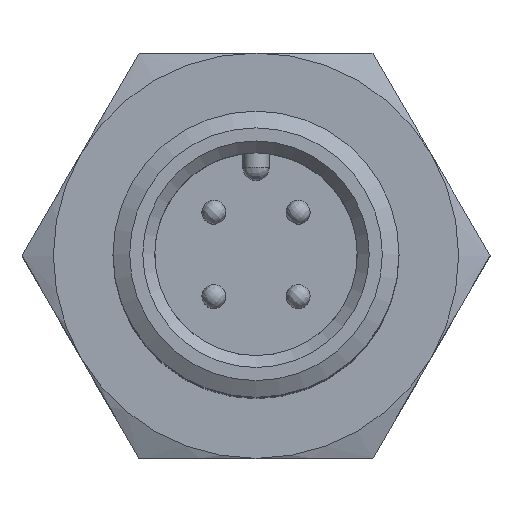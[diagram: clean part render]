
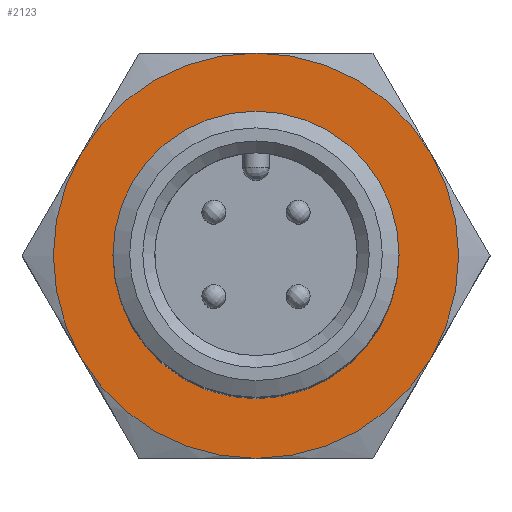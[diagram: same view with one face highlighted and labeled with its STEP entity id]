
A CAD part, top view. The second image highlights one B-rep face of the part: STEP entity #2123.
In plain terms, the highlighted face is planar.
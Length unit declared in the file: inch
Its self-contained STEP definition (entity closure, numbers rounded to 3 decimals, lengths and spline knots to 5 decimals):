
#4 = AXIS2_PLACEMENT_3D ( 'NONE', #1457, #355, #1241 ) ;
#53 = DIRECTION ( 'NONE',  ( 1., 0., 0. ) ) ;
#76 = AXIS2_PLACEMENT_3D ( 'NONE', #692, #2155, #281 ) ;
#89 = ORIENTED_EDGE ( 'NONE', *, *, #611, .F. ) ;
#91 = CARTESIAN_POINT ( 'NONE',  ( 0., 0.23622, 0. ) ) ;
#97 = CARTESIAN_POINT ( 'NONE',  ( 0., 0.23622, 0. ) ) ;
#111 = DIRECTION ( 'NONE',  ( 0., 1., 0. ) ) ;
#145 = CARTESIAN_POINT ( 'NONE',  ( 0.16732, 0.23622, -0.28981 ) ) ;
#184 = VERTEX_POINT ( 'NONE', #2112 ) ;
#224 = CARTESIAN_POINT ( 'NONE',  ( -0.16732, 0.23622, 0.28981 ) ) ;
#234 = FACE_BOUND ( 'NONE', #1672, .T. ) ;
#266 = CIRCLE ( 'NONE', #1941, 0.33465 ) ;
#281 = DIRECTION ( 'NONE',  ( -1., 0., 0. ) ) ;
#306 = ORIENTED_EDGE ( 'NONE', *, *, #1120, .F. ) ;
#355 = DIRECTION ( 'NONE',  ( 0., 1., 0. ) ) ;
#400 = AXIS2_PLACEMENT_3D ( 'NONE', #97, #2361, #1068 ) ;
#462 = EDGE_LOOP ( 'NONE', ( #614, #89, #1463, #463, #306, #2056 ) ) ;
#463 = ORIENTED_EDGE ( 'NONE', *, *, #593, .F. ) ;
#480 = CARTESIAN_POINT ( 'NONE',  ( 0., 0.23622, 0. ) ) ;
#581 = EDGE_CURVE ( 'NONE', #1156, #1156, #1089, .T. ) ;
#593 = EDGE_CURVE ( 'NONE', #2204, #184, #266, .T. ) ;
#611 = EDGE_CURVE ( 'NONE', #2168, #1497, #2136, .T. ) ;
#614 = ORIENTED_EDGE ( 'NONE', *, *, #2384, .F. ) ;
#642 = DIRECTION ( 'NONE',  ( 1., 0., 0. ) ) ;
#692 = CARTESIAN_POINT ( 'NONE',  ( 0., 0.23622, 0. ) ) ;
#704 = AXIS2_PLACEMENT_3D ( 'NONE', #1781, #111, #856 ) ;
#786 = CIRCLE ( 'NONE', #704, 0.33465 ) ;
#787 = CIRCLE ( 'NONE', #2182, 0.33465 ) ;
#789 = FACE_OUTER_BOUND ( 'NONE', #462, .T. ) ;
#828 = EDGE_CURVE ( 'NONE', #2118, #1980, #787, .T. ) ;
#856 = DIRECTION ( 'NONE',  ( 1., 0., 0. ) ) ;
#859 = DIRECTION ( 'NONE',  ( 0., 1., 0. ) ) ;
#976 = AXIS2_PLACEMENT_3D ( 'NONE', #1927, #1725, #53 ) ;
#1061 = DIRECTION ( 'NONE',  ( 0., 1., 0. ) ) ;
#1068 = DIRECTION ( 'NONE',  ( 1., 0., 0. ) ) ;
#1089 = CIRCLE ( 'NONE', #76, 0.23622 ) ;
#1120 = EDGE_CURVE ( 'NONE', #1980, #2204, #1250, .T. ) ;
#1156 = VERTEX_POINT ( 'NONE', #1892 ) ;
#1236 = DIRECTION ( 'NONE',  ( 1., 0., 0. ) ) ;
#1241 = DIRECTION ( 'NONE',  ( 1., 0., 0. ) ) ;
#1248 = DIRECTION ( 'NONE',  ( 0., 1., 0. ) ) ;
#1250 = CIRCLE ( 'NONE', #4, 0.33465 ) ;
#1280 = CARTESIAN_POINT ( 'NONE',  ( 0., 0.23622, 0. ) ) ;
#1433 = DIRECTION ( 'NONE',  ( 1., 0., 0. ) ) ;
#1457 = CARTESIAN_POINT ( 'NONE',  ( 0., 0.23622, 0. ) ) ;
#1463 = ORIENTED_EDGE ( 'NONE', *, *, #2285, .F. ) ;
#1497 = VERTEX_POINT ( 'NONE', #145 ) ;
#1524 = PLANE ( 'NONE',  #976 ) ;
#1672 = EDGE_LOOP ( 'NONE', ( #1914 ) ) ;
#1710 = CARTESIAN_POINT ( 'NONE',  ( -0.16732, 0.23622, -0.28981 ) ) ;
#1725 = DIRECTION ( 'NONE',  ( 0., 1., 0. ) ) ;
#1735 = CARTESIAN_POINT ( 'NONE',  ( 0.33465, 0.23622, 0. ) ) ;
#1781 = CARTESIAN_POINT ( 'NONE',  ( 0., 0.23622, 0. ) ) ;
#1810 = CARTESIAN_POINT ( 'NONE',  ( -0.33465, 0.23622, 0. ) ) ;
#1835 = AXIS2_PLACEMENT_3D ( 'NONE', #480, #1061, #642 ) ;
#1892 = CARTESIAN_POINT ( 'NONE',  ( -0.23622, 0.23622, 0. ) ) ;
#1914 = ORIENTED_EDGE ( 'NONE', *, *, #581, .F. ) ;
#1927 = CARTESIAN_POINT ( 'NONE',  ( 0., 0.23622, -0.33465 ) ) ;
#1941 = AXIS2_PLACEMENT_3D ( 'NONE', #91, #1248, #1236 ) ;
#1949 = CIRCLE ( 'NONE', #400, 0.33465 ) ;
#1980 = VERTEX_POINT ( 'NONE', #1810 ) ;
#2056 = ORIENTED_EDGE ( 'NONE', *, *, #828, .F. ) ;
#2112 = CARTESIAN_POINT ( 'NONE',  ( 0.16732, 0.23622, 0.28981 ) ) ;
#2118 = VERTEX_POINT ( 'NONE', #1710 ) ;
#2123 = ADVANCED_FACE ( 'NONE', ( #789, #234 ), #1524, .F. ) ;
#2136 = CIRCLE ( 'NONE', #1835, 0.33465 ) ;
#2155 = DIRECTION ( 'NONE',  ( 0., -1., 0. ) ) ;
#2168 = VERTEX_POINT ( 'NONE', #1735 ) ;
#2182 = AXIS2_PLACEMENT_3D ( 'NONE', #1280, #859, #1433 ) ;
#2204 = VERTEX_POINT ( 'NONE', #224 ) ;
#2285 = EDGE_CURVE ( 'NONE', #184, #2168, #1949, .T. ) ;
#2361 = DIRECTION ( 'NONE',  ( 0., 1., 0. ) ) ;
#2384 = EDGE_CURVE ( 'NONE', #1497, #2118, #786, .T. ) ;
